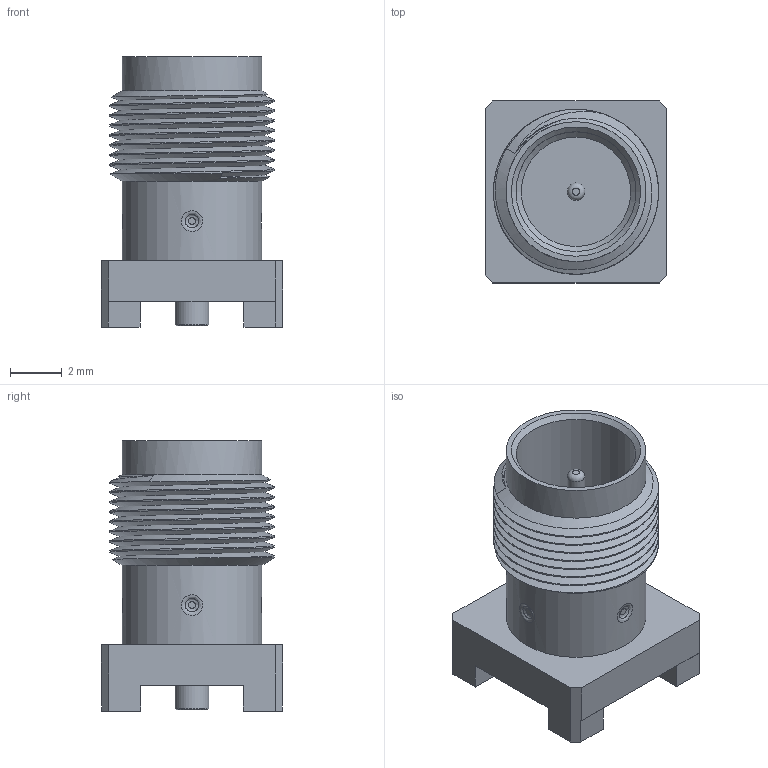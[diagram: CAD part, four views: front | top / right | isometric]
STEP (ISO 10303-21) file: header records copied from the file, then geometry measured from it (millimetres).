
FILE_DESCRIPTION(/* description */ ('Unknown'),/* implementation_level */ '2;1');
FILE_NAME(/* name */ 'CONSMA001-SMD-G-T',/* time_stamp */ '2023-08-03T16:15:01+02:00',/* author */ ('Unknown'),/* organization */ ('Unknown'),/* preprocessor_version */ 'ST-DEVELOPER v18.102',/* originating_system */ 'Solid Edge',/* authorisation */ 'Unknown');
FILE_SCHEMA (('AUTOMOTIVE_DESIGN {1 0 10303 214 3 1 1}'));
Length unit declared in the file: millimetre
Products named in the file (1): CONSMA001-SMD-G-T
Bounding box: 7 x 7 x 10.4 mm (x, y, z)
Volume: 224.4 mm3; surface area: 451.8 mm2
Topology: 1 solids, 1 shells, 60 faces, 149 edges, 99 vertices
Faces by surface type: plane 36, bspline 10, cylinder 7, cone 6, torus 1
Full cylindrical faces by diameter (mm): 0.675 x1, 1.305 x1, 4.61 x2, 5.38 x2
Entity records: 3277 total; most frequent: CARTESIAN_POINT 1666, ORIENTED_EDGE 224, DIRECTION 212, EDGE_CURVE 112, EDGE_LOOP 88, FACE_BOUND 88, VERTEX_POINT 84, LINE 76
